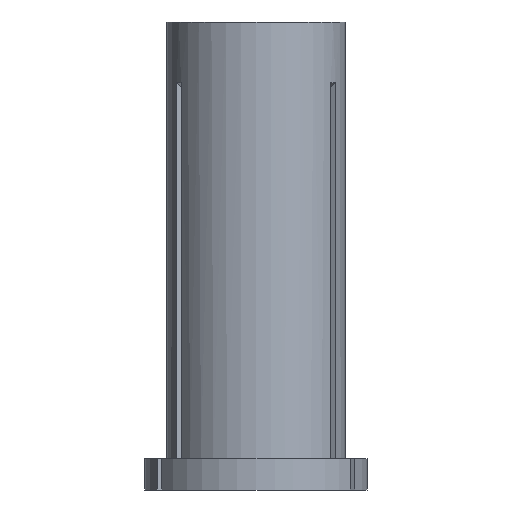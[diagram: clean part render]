
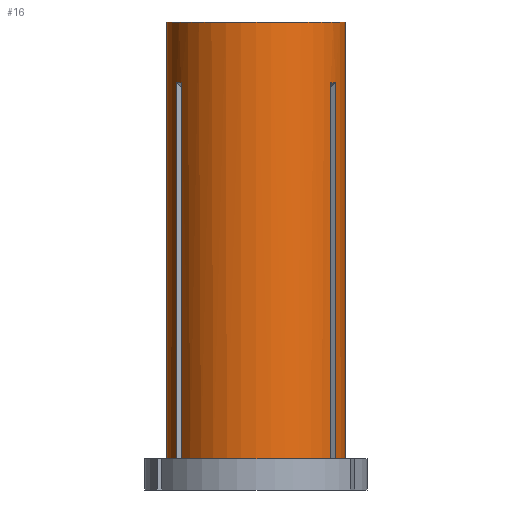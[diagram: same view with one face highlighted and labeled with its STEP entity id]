
A CAD part, front view. The second image highlights one B-rep face of the part: STEP entity #16.
In plain terms, the highlighted cylindrical face has radius 10 mm (diameter 20 mm), a partial arc.
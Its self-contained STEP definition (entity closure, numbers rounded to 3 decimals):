
#7 = CARTESIAN_POINT ( 'NONE',  ( 8.899, -4.561, -6.817 ) ) ;
#16 = ADVANCED_FACE ( 'NONE', ( #787 ), #702, .T. ) ;
#26 = CARTESIAN_POINT ( 'NONE',  ( 10., 0., 0. ) ) ;
#30 = CARTESIAN_POINT ( 'NONE',  ( 8.899, -4.561, 0. ) ) ;
#36 = ORIENTED_EDGE ( 'NONE', *, *, #1053, .T. ) ;
#47 = VERTEX_POINT ( 'NONE', #408 ) ;
#60 = VECTOR ( 'NONE', #245, 1000. ) ;
#68 = CIRCLE ( 'NONE', #430, 10. ) ;
#74 = EDGE_CURVE ( 'NONE', #356, #634, #727, .T. ) ;
#82 = VECTOR ( 'NONE', #633, 1000. ) ;
#85 = VECTOR ( 'NONE', #493, 1000. ) ;
#105 = CARTESIAN_POINT ( 'NONE',  ( 8.899, -4.561, -49. ) ) ;
#109 = CARTESIAN_POINT ( 'NONE',  ( 0., 0., -49. ) ) ;
#120 = CARTESIAN_POINT ( 'NONE',  ( 0., 0., -49. ) ) ;
#126 = CARTESIAN_POINT ( 'NONE',  ( -8.399, -5.427, 0. ) ) ;
#134 = ORIENTED_EDGE ( 'NONE', *, *, #74, .T. ) ;
#138 = EDGE_CURVE ( 'NONE', #1110, #897, #393, .T. ) ;
#141 = VERTEX_POINT ( 'NONE', #386 ) ;
#159 = CARTESIAN_POINT ( 'NONE',  ( -8.399, -5.427, -6.817 ) ) ;
#170 = VERTEX_POINT ( 'NONE', #354 ) ;
#210 = EDGE_CURVE ( 'NONE', #883, #958, #218, .T. ) ;
#218 = CIRCLE ( 'NONE', #478, 10. ) ;
#245 = DIRECTION ( 'NONE',  ( 0., 0., 1. ) ) ;
#246 = DIRECTION ( 'NONE',  ( 0., 0., 1. ) ) ;
#248 = CARTESIAN_POINT ( 'NONE',  ( 8.664, -5.002, -6.806 ) ) ;
#251 = CARTESIAN_POINT ( 'NONE',  ( -8.824, -4.708, -6.812 ) ) ;
#253 = B_SPLINE_CURVE_WITH_KNOTS ( 'NONE', 3,
 ( #277, #599, #248, #977, #7 ),
 .UNSPECIFIED., .F., .F.,
 ( 4, 1, 4 ),
 ( 0.064, 0.065, 0.065 ),
 .UNSPECIFIED. ) ;
#269 = DIRECTION ( 'NONE',  ( 0., 0., 1. ) ) ;
#270 = B_SPLINE_CURVE_WITH_KNOTS ( 'NONE', 3,
 ( #627, #251, #938, #1130, #299, #159 ),
 .UNSPECIFIED., .F., .F.,
 ( 4, 2, 4 ),
 ( 0.059, 0.059, 0.06 ),
 .UNSPECIFIED. ) ;
#277 = CARTESIAN_POINT ( 'NONE',  ( 8.399, -5.427, -6.817 ) ) ;
#299 = CARTESIAN_POINT ( 'NONE',  ( -8.49, -5.286, -6.812 ) ) ;
#328 = EDGE_CURVE ( 'NONE', #985, #1110, #68, .T. ) ;
#331 = CARTESIAN_POINT ( 'NONE',  ( -8.899, -4.561, -6.817 ) ) ;
#335 = CARTESIAN_POINT ( 'NONE',  ( 10., 0., 0. ) ) ;
#354 = CARTESIAN_POINT ( 'NONE',  ( -8.399, -5.427, -49. ) ) ;
#356 = VERTEX_POINT ( 'NONE', #624 ) ;
#362 = EDGE_CURVE ( 'NONE', #524, #820, #662, .T. ) ;
#365 = ORIENTED_EDGE ( 'NONE', *, *, #210, .T. ) ;
#383 = DIRECTION ( 'NONE',  ( 0., 0., 1. ) ) ;
#386 = CARTESIAN_POINT ( 'NONE',  ( 8.899, -4.561, -6.817 ) ) ;
#388 = EDGE_LOOP ( 'NONE', ( #548, #518, #904, #36, #1025, #434, #134, #454, #867, #365, #1048, #1107 ) ) ;
#393 = LINE ( 'NONE', #779, #697 ) ;
#408 = CARTESIAN_POINT ( 'NONE',  ( -8.399, -5.427, -6.817 ) ) ;
#416 = DIRECTION ( 'NONE',  ( 0., 0., 1. ) ) ;
#424 = CARTESIAN_POINT ( 'NONE',  ( -10., 0., 0. ) ) ;
#430 = AXIS2_PLACEMENT_3D ( 'NONE', #109, #269, #629 ) ;
#434 = ORIENTED_EDGE ( 'NONE', *, *, #796, .T. ) ;
#453 = CARTESIAN_POINT ( 'NONE',  ( -8.899, -4.561, -49. ) ) ;
#454 = ORIENTED_EDGE ( 'NONE', *, *, #527, .T. ) ;
#478 = AXIS2_PLACEMENT_3D ( 'NONE', #120, #1016, #705 ) ;
#483 = LINE ( 'NONE', #335, #1058 ) ;
#486 = CARTESIAN_POINT ( 'NONE',  ( 8.399, -5.427, -6.817 ) ) ;
#493 = DIRECTION ( 'NONE',  ( 0., 0., 1. ) ) ;
#518 = ORIENTED_EDGE ( 'NONE', *, *, #328, .T. ) ;
#524 = VERTEX_POINT ( 'NONE', #424 ) ;
#527 = EDGE_CURVE ( 'NONE', #634, #141, #253, .T. ) ;
#529 = LINE ( 'NONE', #30, #60 ) ;
#542 = DIRECTION ( 'NONE',  ( 0., 0., 1. ) ) ;
#548 = ORIENTED_EDGE ( 'NONE', *, *, #810, .F. ) ;
#591 = CARTESIAN_POINT ( 'NONE',  ( -10., 0., -49. ) ) ;
#599 = CARTESIAN_POINT ( 'NONE',  ( 8.49, -5.287, -6.812 ) ) ;
#610 = VECTOR ( 'NONE', #246, 1000. ) ;
#616 = EDGE_CURVE ( 'NONE', #170, #47, #682, .T. ) ;
#624 = CARTESIAN_POINT ( 'NONE',  ( 8.399, -5.427, -49. ) ) ;
#627 = CARTESIAN_POINT ( 'NONE',  ( -8.899, -4.561, -6.817 ) ) ;
#629 = DIRECTION ( 'NONE',  ( 1., 0., 0. ) ) ;
#633 = DIRECTION ( 'NONE',  ( 0., 0., 1. ) ) ;
#634 = VERTEX_POINT ( 'NONE', #486 ) ;
#656 = AXIS2_PLACEMENT_3D ( 'NONE', #807, #542, #804 ) ;
#662 = CIRCLE ( 'NONE', #656, 10. ) ;
#682 = LINE ( 'NONE', #126, #610 ) ;
#694 = CARTESIAN_POINT ( 'NONE',  ( 10., 0., -49. ) ) ;
#697 = VECTOR ( 'NONE', #755, 1000. ) ;
#702 = CYLINDRICAL_SURFACE ( 'NONE', #937, 10. ) ;
#705 = DIRECTION ( 'NONE',  ( 1., 0., 0. ) ) ;
#711 = AXIS2_PLACEMENT_3D ( 'NONE', #1063, #416, #784 ) ;
#727 = LINE ( 'NONE', #832, #82 ) ;
#755 = DIRECTION ( 'NONE',  ( 0., 0., 1. ) ) ;
#779 = CARTESIAN_POINT ( 'NONE',  ( -8.899, -4.561, 0. ) ) ;
#783 = EDGE_CURVE ( 'NONE', #958, #820, #483, .T. ) ;
#784 = DIRECTION ( 'NONE',  ( 1., 0., 0. ) ) ;
#787 = FACE_OUTER_BOUND ( 'NONE', #388, .T. ) ;
#796 = EDGE_CURVE ( 'NONE', #170, #356, #1091, .T. ) ;
#804 = DIRECTION ( 'NONE',  ( 1., 0., 0. ) ) ;
#807 = CARTESIAN_POINT ( 'NONE',  ( 0., 0., 0. ) ) ;
#810 = EDGE_CURVE ( 'NONE', #985, #524, #1051, .T. ) ;
#820 = VERTEX_POINT ( 'NONE', #26 ) ;
#832 = CARTESIAN_POINT ( 'NONE',  ( 8.399, -5.427, 0. ) ) ;
#867 = ORIENTED_EDGE ( 'NONE', *, *, #1024, .F. ) ;
#870 = DIRECTION ( 'NONE',  ( 0., 0., 1. ) ) ;
#883 = VERTEX_POINT ( 'NONE', #105 ) ;
#897 = VERTEX_POINT ( 'NONE', #331 ) ;
#904 = ORIENTED_EDGE ( 'NONE', *, *, #138, .T. ) ;
#937 = AXIS2_PLACEMENT_3D ( 'NONE', #1135, #383, #950 ) ;
#938 = CARTESIAN_POINT ( 'NONE',  ( -8.744, -4.854, -6.809 ) ) ;
#950 = DIRECTION ( 'NONE',  ( 1., 0., 0. ) ) ;
#958 = VERTEX_POINT ( 'NONE', #694 ) ;
#977 = CARTESIAN_POINT ( 'NONE',  ( 8.823, -4.709, -6.812 ) ) ;
#985 = VERTEX_POINT ( 'NONE', #591 ) ;
#1016 = DIRECTION ( 'NONE',  ( 0., 0., 1. ) ) ;
#1024 = EDGE_CURVE ( 'NONE', #883, #141, #529, .T. ) ;
#1025 = ORIENTED_EDGE ( 'NONE', *, *, #616, .F. ) ;
#1048 = ORIENTED_EDGE ( 'NONE', *, *, #783, .T. ) ;
#1051 = LINE ( 'NONE', #1081, #85 ) ;
#1053 = EDGE_CURVE ( 'NONE', #897, #47, #270, .T. ) ;
#1058 = VECTOR ( 'NONE', #870, 1000. ) ;
#1063 = CARTESIAN_POINT ( 'NONE',  ( 0., 0., -49. ) ) ;
#1081 = CARTESIAN_POINT ( 'NONE',  ( -10., 0., 0. ) ) ;
#1091 = CIRCLE ( 'NONE', #711, 10. ) ;
#1107 = ORIENTED_EDGE ( 'NONE', *, *, #362, .F. ) ;
#1110 = VERTEX_POINT ( 'NONE', #453 ) ;
#1130 = CARTESIAN_POINT ( 'NONE',  ( -8.578, -5.143, -6.809 ) ) ;
#1135 = CARTESIAN_POINT ( 'NONE',  ( 0., 0., 0. ) ) ;
